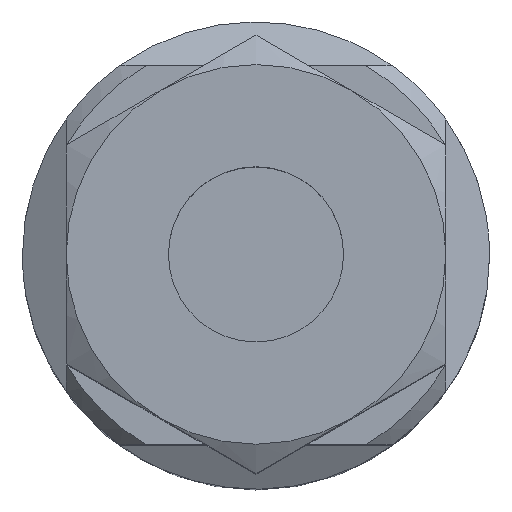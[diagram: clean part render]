
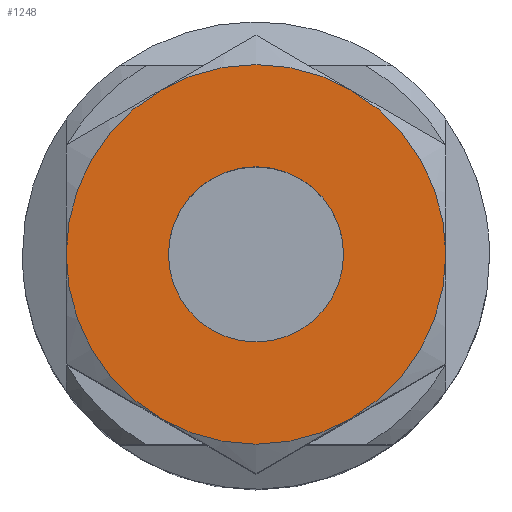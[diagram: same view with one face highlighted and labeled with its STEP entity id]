
A CAD part, top view. The second image highlights one B-rep face of the part: STEP entity #1248.
In plain terms, the highlighted planar face has unit normal (0, 0, 1).
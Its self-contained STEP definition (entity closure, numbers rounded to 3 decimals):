
#3 = CIRCLE ( 'NONE', #1306, 3. ) ;
#37 = DIRECTION ( 'NONE',  ( 1., 0., 0. ) ) ;
#38 = EDGE_CURVE ( 'NONE', #1066, #1083, #3, .T. ) ;
#109 = DIRECTION ( 'NONE',  ( 0., 0., 1. ) ) ;
#124 = AXIS2_PLACEMENT_3D ( 'NONE', #856, #499, #2182 ) ;
#132 = EDGE_CURVE ( 'NONE', #2425, #1427, #1224, .T. ) ;
#198 = DIRECTION ( 'NONE',  ( 0., 0., -1. ) ) ;
#243 = DIRECTION ( 'NONE',  ( 0., 0., -1. ) ) ;
#244 = CARTESIAN_POINT ( 'NONE',  ( 3.25, -5.629, 10. ) ) ;
#306 = EDGE_CURVE ( 'NONE', #1471, #454, #690, .T. ) ;
#322 = ORIENTED_EDGE ( 'NONE', *, *, #1124, .F. ) ;
#360 = ORIENTED_EDGE ( 'NONE', *, *, #38, .F. ) ;
#424 = DIRECTION ( 'NONE',  ( 0., 0., -1. ) ) ;
#432 = CARTESIAN_POINT ( 'NONE',  ( -3., 0., 10. ) ) ;
#454 = VERTEX_POINT ( 'NONE', #244 ) ;
#499 = DIRECTION ( 'NONE',  ( 0., 0., -1. ) ) ;
#505 = CARTESIAN_POINT ( 'NONE',  ( -6.5, 11.258, 10. ) ) ;
#520 = VERTEX_POINT ( 'NONE', #2452 ) ;
#551 = EDGE_LOOP ( 'NONE', ( #360, #555 ) ) ;
#555 = ORIENTED_EDGE ( 'NONE', *, *, #1537, .F. ) ;
#634 = CARTESIAN_POINT ( 'NONE',  ( 3., 0., 10. ) ) ;
#644 = DIRECTION ( 'NONE',  ( 0., 0., -1. ) ) ;
#652 = CARTESIAN_POINT ( 'NONE',  ( 6.5, 0., 10. ) ) ;
#690 = CIRCLE ( 'NONE', #124, 6.5 ) ;
#721 = VERTEX_POINT ( 'NONE', #1056 ) ;
#732 = CIRCLE ( 'NONE', #1114, 6.5 ) ;
#764 = AXIS2_PLACEMENT_3D ( 'NONE', #505, #2012, #2386 ) ;
#796 = AXIS2_PLACEMENT_3D ( 'NONE', #2097, #198, #966 ) ;
#803 = AXIS2_PLACEMENT_3D ( 'NONE', #1933, #424, #37 ) ;
#807 = CIRCLE ( 'NONE', #2192, 3. ) ;
#818 = EDGE_CURVE ( 'NONE', #520, #721, #2429, .T. ) ;
#856 = CARTESIAN_POINT ( 'NONE',  ( 0., 0., 10. ) ) ;
#863 = CARTESIAN_POINT ( 'NONE',  ( 0., 0., 10. ) ) ;
#923 = AXIS2_PLACEMENT_3D ( 'NONE', #863, #644, #2158 ) ;
#966 = DIRECTION ( 'NONE',  ( 1., 0., 0. ) ) ;
#1036 = AXIS2_PLACEMENT_3D ( 'NONE', #1957, #1346, #1159 ) ;
#1056 = CARTESIAN_POINT ( 'NONE',  ( -6.5, 0., 10. ) ) ;
#1066 = VERTEX_POINT ( 'NONE', #634 ) ;
#1081 = FACE_OUTER_BOUND ( 'NONE', #1901, .T. ) ;
#1083 = VERTEX_POINT ( 'NONE', #432 ) ;
#1114 = AXIS2_PLACEMENT_3D ( 'NONE', #1771, #243, #1583 ) ;
#1124 = EDGE_CURVE ( 'NONE', #1427, #1471, #2147, .T. ) ;
#1132 = EDGE_CURVE ( 'NONE', #454, #520, #732, .T. ) ;
#1153 = ORIENTED_EDGE ( 'NONE', *, *, #1132, .F. ) ;
#1159 = DIRECTION ( 'NONE',  ( -1., 0., 0. ) ) ;
#1163 = DIRECTION ( 'NONE',  ( 0., 0., 1. ) ) ;
#1205 = ORIENTED_EDGE ( 'NONE', *, *, #132, .F. ) ;
#1224 = CIRCLE ( 'NONE', #796, 6.5 ) ;
#1248 = ADVANCED_FACE ( 'NONE', ( #1081, #1445 ), #2416, .T. ) ;
#1306 = AXIS2_PLACEMENT_3D ( 'NONE', #1943, #1163, #1742 ) ;
#1346 = DIRECTION ( 'NONE',  ( 0., 0., -1. ) ) ;
#1427 = VERTEX_POINT ( 'NONE', #1687 ) ;
#1445 = FACE_BOUND ( 'NONE', #551, .T. ) ;
#1471 = VERTEX_POINT ( 'NONE', #652 ) ;
#1537 = EDGE_CURVE ( 'NONE', #1083, #1066, #807, .T. ) ;
#1548 = ORIENTED_EDGE ( 'NONE', *, *, #1822, .F. ) ;
#1583 = DIRECTION ( 'NONE',  ( 1., 0., 0. ) ) ;
#1628 = DIRECTION ( 'NONE',  ( 1., 0., 0. ) ) ;
#1687 = CARTESIAN_POINT ( 'NONE',  ( 3.25, 5.629, 10. ) ) ;
#1702 = ORIENTED_EDGE ( 'NONE', *, *, #306, .F. ) ;
#1742 = DIRECTION ( 'NONE',  ( 1., 0., 0. ) ) ;
#1771 = CARTESIAN_POINT ( 'NONE',  ( 0., 0., 10. ) ) ;
#1817 = CARTESIAN_POINT ( 'NONE',  ( 0., 0., 10. ) ) ;
#1822 = EDGE_CURVE ( 'NONE', #721, #2425, #2037, .T. ) ;
#1901 = EDGE_LOOP ( 'NONE', ( #1702, #322, #1205, #1548, #2214, #1153 ) ) ;
#1916 = CARTESIAN_POINT ( 'NONE',  ( -3.25, 5.629, 10. ) ) ;
#1933 = CARTESIAN_POINT ( 'NONE',  ( 0., 0., 10. ) ) ;
#1943 = CARTESIAN_POINT ( 'NONE',  ( 0., 0., 10. ) ) ;
#1957 = CARTESIAN_POINT ( 'NONE',  ( 0., 0., 10. ) ) ;
#2012 = DIRECTION ( 'NONE',  ( 0., 0., 1. ) ) ;
#2037 = CIRCLE ( 'NONE', #1036, 6.5 ) ;
#2097 = CARTESIAN_POINT ( 'NONE',  ( 0., 0., 10. ) ) ;
#2147 = CIRCLE ( 'NONE', #803, 6.5 ) ;
#2158 = DIRECTION ( 'NONE',  ( 1., 0., 0. ) ) ;
#2182 = DIRECTION ( 'NONE',  ( 1., 0., 0. ) ) ;
#2192 = AXIS2_PLACEMENT_3D ( 'NONE', #1817, #109, #1628 ) ;
#2214 = ORIENTED_EDGE ( 'NONE', *, *, #818, .F. ) ;
#2386 = DIRECTION ( 'NONE',  ( 1., 0., 0. ) ) ;
#2416 = PLANE ( 'NONE',  #764 ) ;
#2425 = VERTEX_POINT ( 'NONE', #1916 ) ;
#2429 = CIRCLE ( 'NONE', #923, 6.5 ) ;
#2452 = CARTESIAN_POINT ( 'NONE',  ( -3.25, -5.629, 10. ) ) ;
